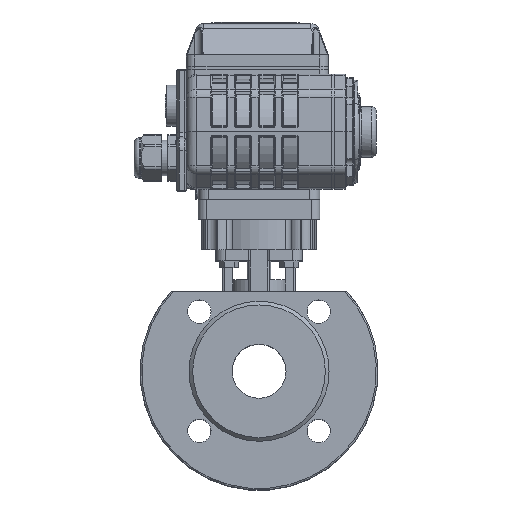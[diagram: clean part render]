
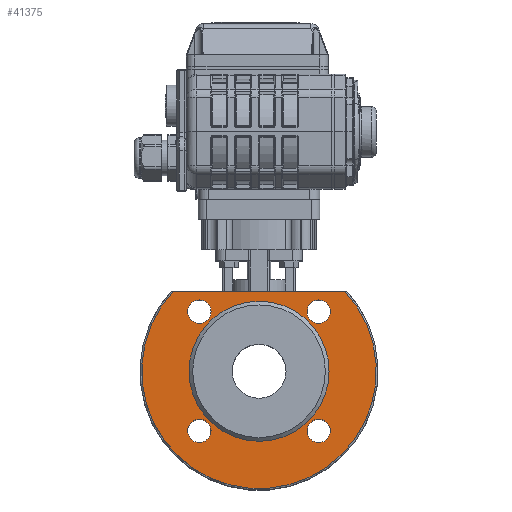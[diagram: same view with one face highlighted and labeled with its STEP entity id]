
A CAD part, top view. The second image highlights one B-rep face of the part: STEP entity #41375.
In plain terms, the highlighted planar face has unit normal (0, 0, 1).
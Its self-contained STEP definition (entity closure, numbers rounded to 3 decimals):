
#3782=LINE('',#80771,#6878);
#6878=VECTOR('',#58560,1000.);
#9135=CIRCLE('',#46932,6.918);
#9136=CIRCLE('',#46933,6.918);
#9137=CIRCLE('',#46934,6.918);
#9138=CIRCLE('',#46935,6.918);
#9139=CIRCLE('',#46936,69.5);
#9140=CIRCLE('',#46937,41.5);
#10144=PLANE('',#46931);
#21351=ORIENTED_EDGE('',*,*,#27641,.F.);
#21352=ORIENTED_EDGE('',*,*,#27642,.F.);
#21353=ORIENTED_EDGE('',*,*,#27643,.F.);
#21354=ORIENTED_EDGE('',*,*,#27644,.F.);
#21355=ORIENTED_EDGE('',*,*,#27645,.T.);
#21356=ORIENTED_EDGE('',*,*,#27646,.F.);
#21357=ORIENTED_EDGE('',*,*,#27647,.T.);
#27641=EDGE_CURVE('',#31623,#31623,#9135,.T.);
#27642=EDGE_CURVE('',#31624,#31624,#9136,.T.);
#27643=EDGE_CURVE('',#31625,#31625,#9137,.T.);
#27644=EDGE_CURVE('',#31626,#31626,#9138,.T.);
#27645=EDGE_CURVE('',#31627,#31628,#9139,.T.);
#27646=EDGE_CURVE('',#31627,#31628,#3782,.T.);
#27647=EDGE_CURVE('',#31629,#31629,#9140,.T.);
#31623=VERTEX_POINT('',#80761);
#31624=VERTEX_POINT('',#80763);
#31625=VERTEX_POINT('',#80765);
#31626=VERTEX_POINT('',#80767);
#31627=VERTEX_POINT('',#80769);
#31628=VERTEX_POINT('',#80770);
#31629=VERTEX_POINT('',#80773);
#35106=EDGE_LOOP('',(#21351));
#35107=EDGE_LOOP('',(#21352));
#35108=EDGE_LOOP('',(#21353));
#35109=EDGE_LOOP('',(#21354));
#35110=EDGE_LOOP('',(#21355,#21356));
#35111=EDGE_LOOP('',(#21357));
#38000=FACE_BOUND('',#35106,.T.);
#38001=FACE_BOUND('',#35107,.T.);
#38002=FACE_BOUND('',#35108,.T.);
#38003=FACE_BOUND('',#35109,.T.);
#38004=FACE_BOUND('',#35110,.T.);
#38005=FACE_BOUND('',#35111,.T.);
#41375=ADVANCED_FACE('',(#38000,#38001,#38002,#38003,#38004,#38005),#10144,
 .T.);
#46931=AXIS2_PLACEMENT_3D('',#80759,#58548,#58549);
#46932=AXIS2_PLACEMENT_3D('',#80760,#58550,#58551);
#46933=AXIS2_PLACEMENT_3D('',#80762,#58552,#58553);
#46934=AXIS2_PLACEMENT_3D('',#80764,#58554,#58555);
#46935=AXIS2_PLACEMENT_3D('',#80766,#58556,#58557);
#46936=AXIS2_PLACEMENT_3D('',#80768,#58558,#58559);
#46937=AXIS2_PLACEMENT_3D('',#80772,#58561,#58562);
#58548=DIRECTION('',(0.,0.,1.));
#58549=DIRECTION('',(1.,0.,0.));
#58550=DIRECTION('',(0.,0.,1.));
#58551=DIRECTION('',(1.,0.,0.));
#58552=DIRECTION('',(0.,0.,1.));
#58553=DIRECTION('',(1.,0.,0.));
#58554=DIRECTION('',(0.,0.,1.));
#58555=DIRECTION('',(1.,0.,0.));
#58556=DIRECTION('',(0.,0.,1.));
#58557=DIRECTION('',(1.,0.,0.));
#58558=DIRECTION('',(0.,0.,1.));
#58559=DIRECTION('',(1.,0.,0.));
#58560=DIRECTION('',(1.,0.,0.));
#58561=DIRECTION('',(0.,0.,-1.));
#58562=DIRECTION('',(-1.,0.,0.));
#80759=CARTESIAN_POINT('',(0.,0.,10.));
#80760=CARTESIAN_POINT('',(35.355,-35.355,10.));
#80761=CARTESIAN_POINT('',(42.273,-35.355,10.));
#80762=CARTESIAN_POINT('',(-35.355,-35.355,10.));
#80763=CARTESIAN_POINT('',(-28.438,-35.355,10.));
#80764=CARTESIAN_POINT('',(-35.355,35.355,10.));
#80765=CARTESIAN_POINT('',(-28.438,35.355,10.));
#80766=CARTESIAN_POINT('',(35.355,35.355,10.));
#80767=CARTESIAN_POINT('',(42.273,35.355,10.));
#80768=CARTESIAN_POINT('',(0.,0.,10.));
#80769=CARTESIAN_POINT('',(-50.735,47.5,10.));
#80770=CARTESIAN_POINT('',(50.735,47.5,10.));
#80771=CARTESIAN_POINT('',(0.,47.5,10.));
#80772=CARTESIAN_POINT('',(0.,0.,10.));
#80773=CARTESIAN_POINT('',(-41.5,0.,10.));
